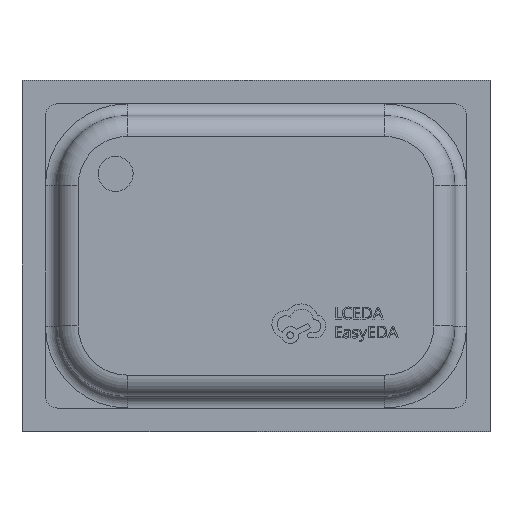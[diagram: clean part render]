
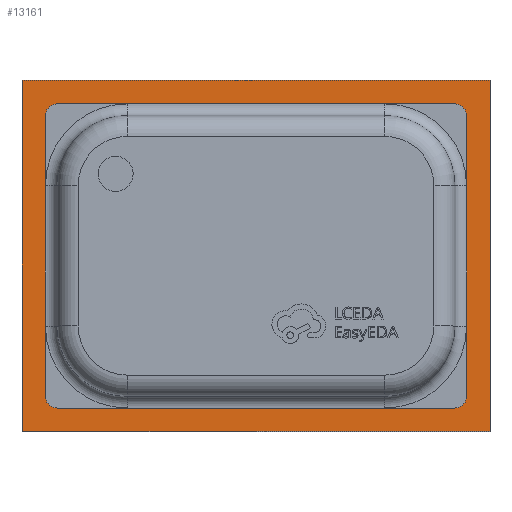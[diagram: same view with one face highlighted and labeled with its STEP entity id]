
A CAD part, top view. The second image highlights one B-rep face of the part: STEP entity #13161.
In plain terms, the highlighted planar face has unit normal (0, 0, 1).
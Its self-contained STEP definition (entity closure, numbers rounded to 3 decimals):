
#224 = DIRECTION ( 'NONE',  ( 0., 1., 0. ) ) ;
#420 = DIRECTION ( 'NONE',  ( 0., 0., 1. ) ) ;
#446 = VERTEX_POINT ( 'NONE', #14485 ) ;
#1065 = EDGE_CURVE ( 'NONE', #4124, #446, #15282, .T. ) ;
#1108 = EDGE_LOOP ( 'NONE', ( #10165, #11746, #10712, #10312 ) ) ;
#1510 = PLANE ( 'NONE',  #13314 ) ;
#1584 = CARTESIAN_POINT ( 'NONE',  ( -2., -1.5, 0.24 ) ) ;
#2017 = VERTEX_POINT ( 'NONE', #7015 ) ;
#2803 = CARTESIAN_POINT ( 'NONE',  ( 2., 1.5, 0.24 ) ) ;
#3627 = VECTOR ( 'NONE', #14052, 1000. ) ;
#3881 = DIRECTION ( 'NONE',  ( 1., 0., 0. ) ) ;
#3968 = CARTESIAN_POINT ( 'NONE',  ( 2., -1.5, 0.24 ) ) ;
#4124 = VERTEX_POINT ( 'NONE', #2803 ) ;
#4749 = VECTOR ( 'NONE', #6723, 1000. ) ;
#4837 = VECTOR ( 'NONE', #224, 1000. ) ;
#4990 = CARTESIAN_POINT ( 'NONE',  ( 2., 1.5, 0.24 ) ) ;
#5443 = DIRECTION ( 'NONE',  ( 1., 0., 0. ) ) ;
#6412 = VERTEX_POINT ( 'NONE', #3968 ) ;
#6723 = DIRECTION ( 'NONE',  ( 0., -1., 0. ) ) ;
#7015 = CARTESIAN_POINT ( 'NONE',  ( -2., -1.5, 0.24 ) ) ;
#8984 = CARTESIAN_POINT ( 'NONE',  ( -2., 1.5, 0.24 ) ) ;
#9382 = EDGE_CURVE ( 'NONE', #446, #2017, #15706, .T. ) ;
#10165 = ORIENTED_EDGE ( 'NONE', *, *, #13524, .T. ) ;
#10188 = CARTESIAN_POINT ( 'NONE',  ( -2., 1.5, 0.24 ) ) ;
#10260 = FACE_OUTER_BOUND ( 'NONE', #1108, .T. ) ;
#10312 = ORIENTED_EDGE ( 'NONE', *, *, #13109, .T. ) ;
#10344 = CARTESIAN_POINT ( 'NONE',  ( 0., 0., 0.24 ) ) ;
#10712 = ORIENTED_EDGE ( 'NONE', *, *, #9382, .T. ) ;
#11746 = ORIENTED_EDGE ( 'NONE', *, *, #1065, .T. ) ;
#13109 = EDGE_CURVE ( 'NONE', #2017, #6412, #14086, .T. ) ;
#13161 = ADVANCED_FACE ( 'NONE', ( #10260 ), #1510, .T. ) ;
#13314 = AXIS2_PLACEMENT_3D ( 'NONE', #10344, #420, #5443 ) ;
#13524 = EDGE_CURVE ( 'NONE', #6412, #4124, #14020, .T. ) ;
#14020 = LINE ( 'NONE', #4990, #4837 ) ;
#14052 = DIRECTION ( 'NONE',  ( -1., 0., 0. ) ) ;
#14086 = LINE ( 'NONE', #1584, #16221 ) ;
#14485 = CARTESIAN_POINT ( 'NONE',  ( -2., 1.5, 0.24 ) ) ;
#15282 = LINE ( 'NONE', #8984, #3627 ) ;
#15706 = LINE ( 'NONE', #10188, #4749 ) ;
#16221 = VECTOR ( 'NONE', #3881, 1000. ) ;
